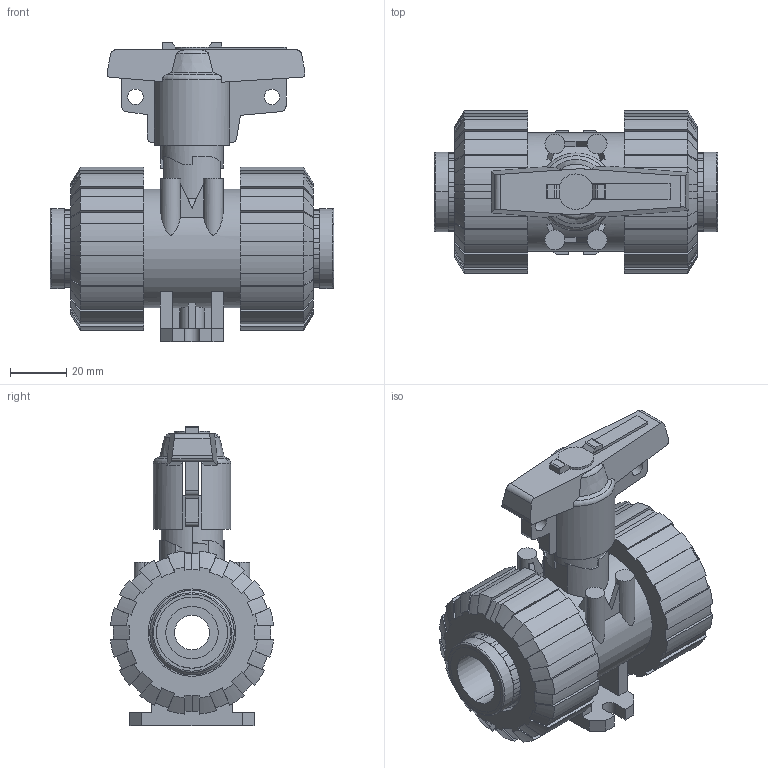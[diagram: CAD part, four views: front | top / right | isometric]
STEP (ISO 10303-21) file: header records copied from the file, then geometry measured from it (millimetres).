
FILE_DESCRIPTION(('STEP AP214'),'1');
FILE_NAME('cctmp_3A9B3DD9-D103-4746-8425-4A1AE49126BE_2021_10_21_07_50_06_0307..stp','2021-10-21T05:50:06',('Praher Valves GmbH'),('CADClick - www.CADClick.com'),'Spatial InterOp 3D',' ','unknown authorization');
FILE_SCHEMA(('AUTOMOTIVE_DESIGN'));
Length unit declared in the file: millimetre
Products named in the file (7): cc_unnamed; 210255_5; 210255_4; 210255_3; 210255_2; 210255_1; 210255
Assembly tree (6 placements, depth 2):
  cc_unnamed
    210255_5
    210255_4
    210255_3
    210255_2
    210255_1
    210255
Bounding box: 100.5 x 57.78 x 106.17 mm (x, y, z)
Volume: 201138.5 mm3; surface area: 65213.3 mm2
Topology: 8 solids, 8 shells, 625 faces, 1724 edges, 1124 vertices
Faces by surface type: plane 315, cone 160, cylinder 138, torus 12
Entity records: 25947 total; most frequent: CARTESIAN_POINT 4981, ORIENTED_EDGE 3448, DIRECTION 3284, EDGE_CURVE 1724, AXIS2_PLACEMENT_3D 1248, VERTEX_POINT 1124, LINE 788, VECTOR 788
